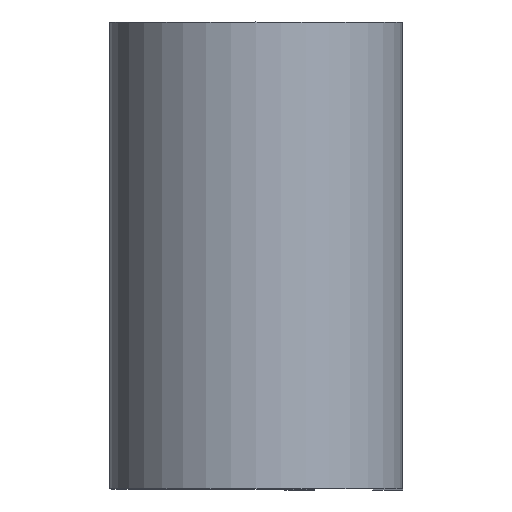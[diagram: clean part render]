
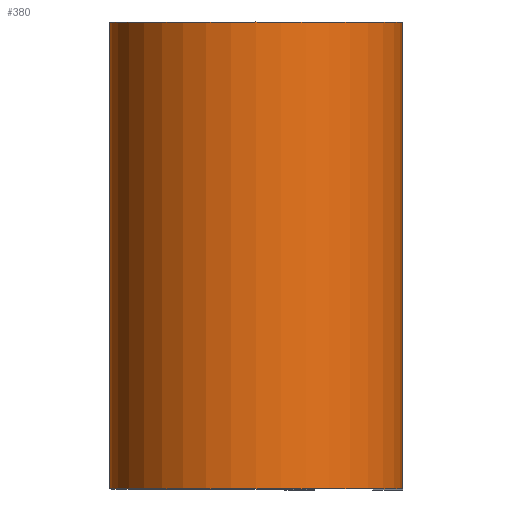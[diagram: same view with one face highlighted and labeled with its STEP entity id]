
A CAD part, top view. The second image highlights one B-rep face of the part: STEP entity #380.
In plain terms, the highlighted cylindrical face has radius 3.988 mm (diameter 7.976 mm), a partial arc.
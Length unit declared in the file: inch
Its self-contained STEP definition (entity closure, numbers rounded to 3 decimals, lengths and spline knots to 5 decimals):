
#2 = CARTESIAN_POINT ( 'NONE',  ( 0.157, 0.25, 0. ) ) ;
#8 = AXIS2_PLACEMENT_3D ( 'NONE', #61, #382, #87 ) ;
#14 = CARTESIAN_POINT ( 'NONE',  ( 0., 0.25, -0.157 ) ) ;
#17 = DIRECTION ( 'NONE',  ( 0., -1., 0. ) ) ;
#22 = CARTESIAN_POINT ( 'NONE',  ( 0., -0.25, -0.157 ) ) ;
#31 = ORIENTED_EDGE ( 'NONE', *, *, #173, .T. ) ;
#44 = CARTESIAN_POINT ( 'NONE',  ( 0.157, -0.25, 0. ) ) ;
#45 = ORIENTED_EDGE ( 'NONE', *, *, #46, .T. ) ;
#46 = EDGE_CURVE ( 'NONE', #454, #541, #120, .T. ) ;
#61 = CARTESIAN_POINT ( 'NONE',  ( 0., -0.25, 0. ) ) ;
#87 = DIRECTION ( 'NONE',  ( 1., 0., 0. ) ) ;
#92 = DIRECTION ( 'NONE',  ( 0., 0., -1. ) ) ;
#101 = EDGE_LOOP ( 'NONE', ( #31, #342, #559, #45 ) ) ;
#112 = DIRECTION ( 'NONE',  ( 1., 0., 0. ) ) ;
#120 = LINE ( 'NONE', #14, #208 ) ;
#125 = AXIS2_PLACEMENT_3D ( 'NONE', #339, #145, #92 ) ;
#145 = DIRECTION ( 'NONE',  ( 0., -1., 0. ) ) ;
#162 = CARTESIAN_POINT ( 'NONE',  ( 0., 0.25, 0. ) ) ;
#173 = EDGE_CURVE ( 'NONE', #541, #387, #332, .T. ) ;
#195 = AXIS2_PLACEMENT_3D ( 'NONE', #162, #359, #112 ) ;
#208 = VECTOR ( 'NONE', #17, 39.37008 ) ;
#263 = CARTESIAN_POINT ( 'NONE',  ( 0., 0.25, -0.157 ) ) ;
#320 = EDGE_CURVE ( 'NONE', #616, #387, #495, .T. ) ;
#332 = CIRCLE ( 'NONE', #8, 0.157 ) ;
#339 = CARTESIAN_POINT ( 'NONE',  ( 0., 0.25, 0. ) ) ;
#342 = ORIENTED_EDGE ( 'NONE', *, *, #320, .F. ) ;
#357 = CIRCLE ( 'NONE', #195, 0.157 ) ;
#359 = DIRECTION ( 'NONE',  ( 0., 1., 0. ) ) ;
#380 = ADVANCED_FACE ( 'NONE', ( #583 ), #493, .T. ) ;
#382 = DIRECTION ( 'NONE',  ( 0., 1., 0. ) ) ;
#387 = VERTEX_POINT ( 'NONE', #44 ) ;
#454 = VERTEX_POINT ( 'NONE', #263 ) ;
#472 = CARTESIAN_POINT ( 'NONE',  ( 0.157, 0.25, 0. ) ) ;
#493 = CYLINDRICAL_SURFACE ( 'NONE', #125, 0.157 ) ;
#495 = LINE ( 'NONE', #2, #515 ) ;
#500 = DIRECTION ( 'NONE',  ( 0., -1., 0. ) ) ;
#515 = VECTOR ( 'NONE', #500, 39.37008 ) ;
#520 = EDGE_CURVE ( 'NONE', #454, #616, #357, .T. ) ;
#541 = VERTEX_POINT ( 'NONE', #22 ) ;
#559 = ORIENTED_EDGE ( 'NONE', *, *, #520, .F. ) ;
#583 = FACE_OUTER_BOUND ( 'NONE', #101, .T. ) ;
#616 = VERTEX_POINT ( 'NONE', #472 ) ;
